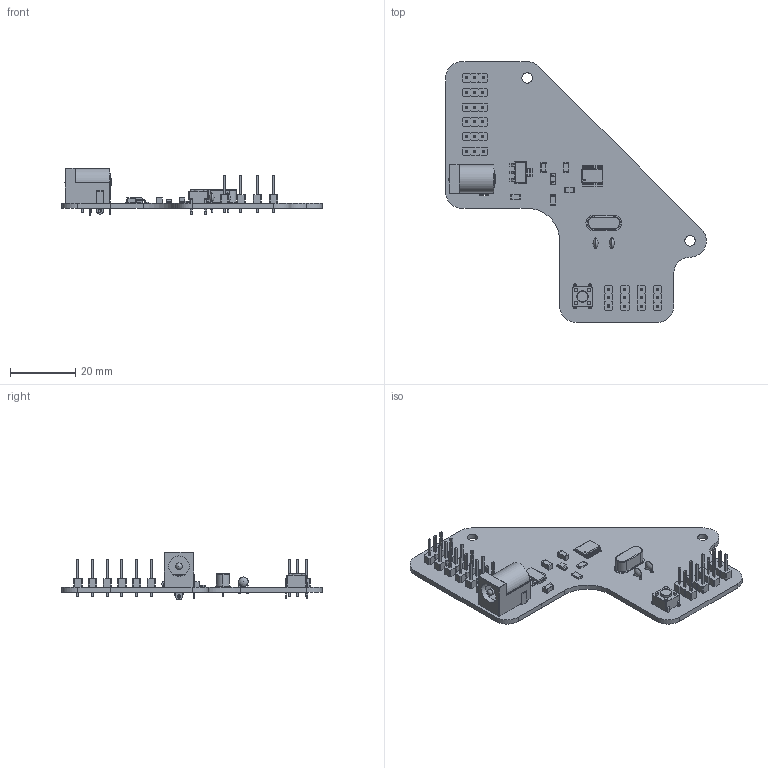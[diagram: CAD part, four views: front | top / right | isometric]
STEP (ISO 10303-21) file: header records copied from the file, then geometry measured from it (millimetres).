
FILE_DESCRIPTION(('KiCad electronic assembly'),'2;1');
FILE_NAME('STM32F070F6P6-Robot-Arm-2.step','2025-01-23T12:47:01',( 'Pcbnew'),('Kicad'),'Open CASCADE STEP processor 7.8', 'KiCad to STEP converter','Unknown');
FILE_SCHEMA(('AUTOMOTIVE_DESIGN { 1 0 10303 214 1 1 1 1 }'));
Length unit declared in the file: millimetre
Products named in the file (22): STM32F070F6P6-Robot-Arm-2 1; PinHeader_1x03_P2.54mm_Vertical; PinHeader_1x03_P254mm_Vertical; BarrelJack_Horizontal; Crystal_HC49-4H_Vertical; R_1206_3216Metric; C_1206_3216Metric; LED_1206_3216Metric; C_Disc_D3.0mm_W1.6mm_P2.50mm; C_Disc_D30mm_W16mm_P250mm; SW_PUSH_6mm; SOT-223; SOT_223; TSSOP-20_4.4x6.5mm_P0.65mm; TSSOP_20_44x65mm_P065mm; STM32F070F6P6-Robot-Arm-2_PCB
Assembly tree (34 placements, depth 3):
  STM32F070F6P6-Robot-Arm-2 1
    PinHeader_1x03_P2.54mm_Vertical  x10
      PinHeader_1x03_P254mm_Vertical
    BarrelJack_Horizontal
      BarrelJack_Horizontal
    Crystal_HC49-4H_Vertical
      Crystal_HC49-4H_Vertical
    R_1206_3216Metric  x2
      R_1206_3216Metric
    C_1206_3216Metric  x3
      C_1206_3216Metric
    LED_1206_3216Metric
      LED_1206_3216Metric
    C_Disc_D3.0mm_W1.6mm_P2.50mm  x2
      C_Disc_D30mm_W16mm_P250mm
    SW_PUSH_6mm
      SW_PUSH_6mm
    SOT-223
      SOT_223
    TSSOP-20_4.4x6.5mm_P0.65mm
      TSSOP_20_44x65mm_P065mm
    STM32F070F6P6-Robot-Arm-2_PCB
Bounding box: 80 x 80 x 14.6 mm (x, y, z)
Volume: 7329.7 mm3; surface area: 11569.2 mm2
Topology: 28 solids, 28 shells, 1665 faces, 4166 edges, 2628 vertices
Faces by surface type: plane 1282, cylinder 303, bspline 60, sphere 9, torus 5, revolution 4, extrusion 2
Full cylindrical faces by diameter (mm): 0.5 x7, 0.8 x6, 1 x36, 1.1 x4, 1.5 x2, 2 x2, 3.2 x2, 3.5 x1, 6.3 x1
Entity records: 33328 total; most frequent: CARTESIAN_POINT 5158, ORIENTED_EDGE 4592, DIRECTION 4499, EDGE_CURVE 2296, VECTOR 1693, LINE 1691, VERTEX_POINT 1461, AXIS2_PLACEMENT_3D 1402
